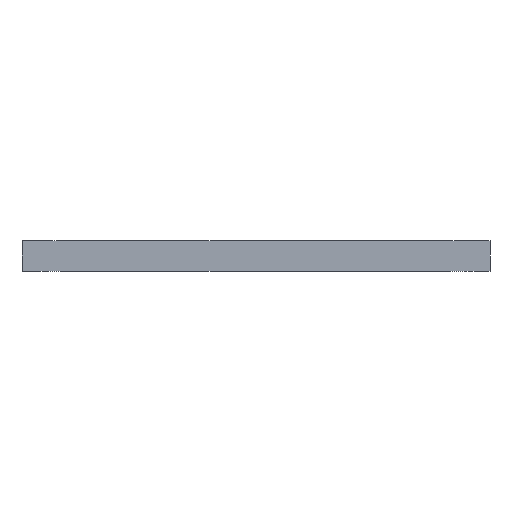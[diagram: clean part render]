
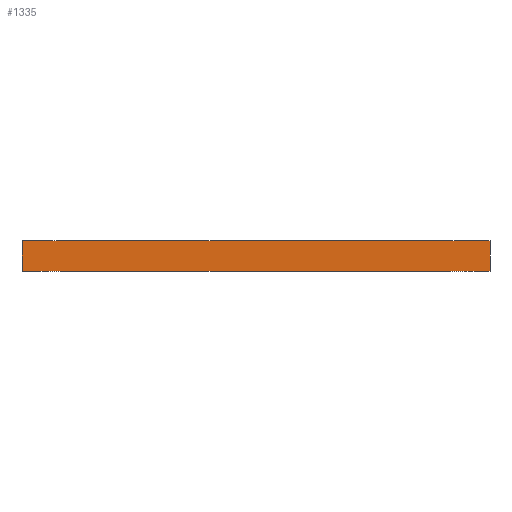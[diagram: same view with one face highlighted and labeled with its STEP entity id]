
A CAD part, front view. The second image highlights one B-rep face of the part: STEP entity #1335.
In plain terms, the highlighted planar face has unit normal (0, -1, 0).
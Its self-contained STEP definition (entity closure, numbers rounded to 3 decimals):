
#367=ORIENTED_EDGE('',*,*,#683,.F.);
#368=ORIENTED_EDGE('',*,*,#684,.F.);
#369=ORIENTED_EDGE('',*,*,#685,.T.);
#370=ORIENTED_EDGE('',*,*,#686,.T.);
#683=EDGE_CURVE('',#821,#822,#943,.T.);
#684=EDGE_CURVE('',#823,#821,#944,.T.);
#685=EDGE_CURVE('',#823,#824,#945,.T.);
#686=EDGE_CURVE('',#824,#822,#946,.T.);
#821=VERTEX_POINT('',#2245);
#822=VERTEX_POINT('',#2246);
#823=VERTEX_POINT('',#2248);
#824=VERTEX_POINT('',#2250);
#943=LINE('',#2244,#1071);
#944=LINE('',#2247,#1072);
#945=LINE('',#2249,#1073);
#946=LINE('',#2251,#1074);
#1071=VECTOR('',#1852,1000.);
#1072=VECTOR('',#1853,1000.);
#1073=VECTOR('',#1854,1000.);
#1074=VECTOR('',#1855,1000.);
#1145=EDGE_LOOP('',(#367,#368,#369,#370));
#1223=FACE_BOUND('',#1145,.T.);
#1269=PLANE('',#1481);
#1335=ADVANCED_FACE('',(#1223),#1269,.T.);
#1481=AXIS2_PLACEMENT_3D('',#2243,#1850,#1851);
#1850=DIRECTION('',(0.,-1.,0.));
#1851=DIRECTION('',(0.,0.,-1.));
#1852=DIRECTION('',(-1.,0.,0.));
#1853=DIRECTION('',(0.,0.,-1.));
#1854=DIRECTION('',(-1.,0.,0.));
#1855=DIRECTION('',(0.,0.,-1.));
#2243=CARTESIAN_POINT('',(36.25,-27.5,4.8));
#2244=CARTESIAN_POINT('',(36.25,-27.5,0.));
#2245=CARTESIAN_POINT('',(36.25,-27.5,0.));
#2246=CARTESIAN_POINT('',(-36.25,-27.5,0.));
#2247=CARTESIAN_POINT('',(36.25,-27.5,4.8));
#2248=CARTESIAN_POINT('',(36.25,-27.5,4.8));
#2249=CARTESIAN_POINT('',(36.25,-27.5,4.8));
#2250=CARTESIAN_POINT('',(-36.25,-27.5,4.8));
#2251=CARTESIAN_POINT('',(-36.25,-27.5,4.8));
